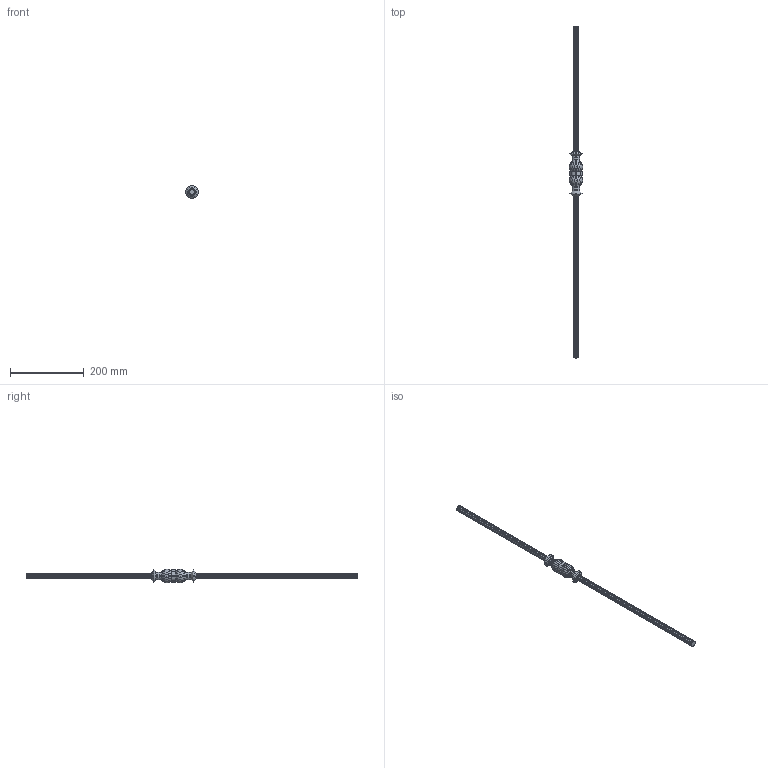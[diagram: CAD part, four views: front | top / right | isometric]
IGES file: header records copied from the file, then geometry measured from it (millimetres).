
Start section: SolidWorks IGES file using analytic representation for surfaces
Global section: file name: 1247.igs; native system: SolidWorks 2018; preprocessor: SolidWorks 2018; author: Christian; date: 230626.093121; units: millimetre
Bounding box: 35.58 x 900 x 35.58 mm (x, y, z)
Surface area: 50810 mm2 (no closed solid volume)
Topology: 0 solids, 0 shells, 802 faces, 5931 edges, 5931 vertices
Faces by surface type: bspline 482, revolution 320
